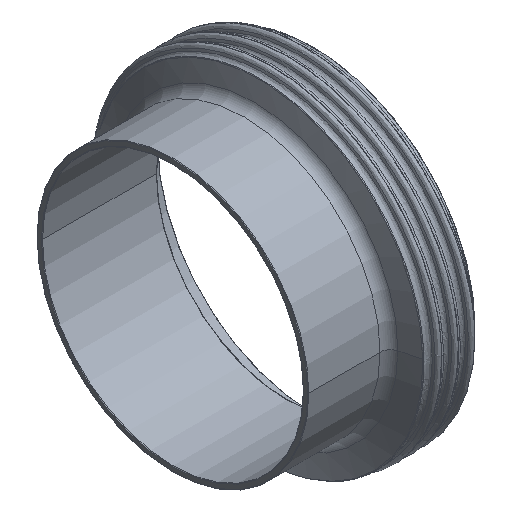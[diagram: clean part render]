
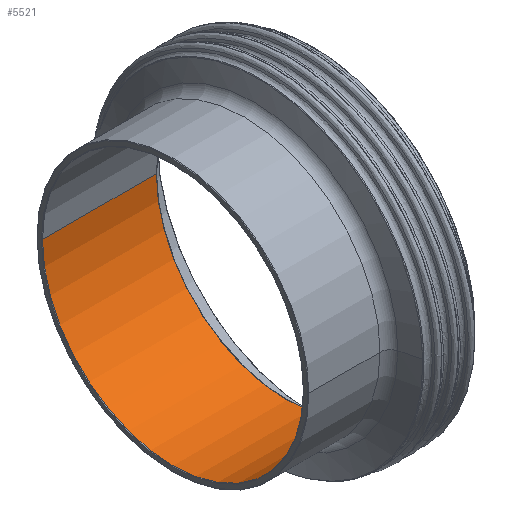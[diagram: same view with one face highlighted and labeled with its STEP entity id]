
A CAD part, isometric view. The second image highlights one B-rep face of the part: STEP entity #5521.
In plain terms, the highlighted cylindrical face has radius 50 mm (diameter 100 mm), a partial arc.
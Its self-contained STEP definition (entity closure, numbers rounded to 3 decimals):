
#344 = VECTOR ( 'NONE', #14361, 1000. ) ;
#532 = VERTEX_POINT ( 'NONE', #864 ) ;
#864 = CARTESIAN_POINT ( 'NONE',  ( -10.2, 50., 0. ) ) ;
#1002 = CARTESIAN_POINT ( 'NONE',  ( -10.2, 0., 0. ) ) ;
#1242 = VECTOR ( 'NONE', #22941, 1000. ) ;
#2013 = ORIENTED_EDGE ( 'NONE', *, *, #10353, .T. ) ;
#2927 = VERTEX_POINT ( 'NONE', #19337 ) ;
#3094 = DIRECTION ( 'NONE',  ( 1., 0., 0. ) ) ;
#3997 = VERTEX_POINT ( 'NONE', #11617 ) ;
#5314 = ORIENTED_EDGE ( 'NONE', *, *, #11501, .T. ) ;
#5404 = CYLINDRICAL_SURFACE ( 'NONE', #26570, 50. ) ;
#5521 = ADVANCED_FACE ( 'NONE', ( #17173 ), #5404, .F. ) ;
#8101 = DIRECTION ( 'NONE',  ( 0., 1., 0. ) ) ;
#9192 = AXIS2_PLACEMENT_3D ( 'NONE', #1002, #3094, #17707 ) ;
#10353 = EDGE_CURVE ( 'NONE', #3997, #532, #19653, .T. ) ;
#11028 = DIRECTION ( 'NONE',  ( -1., 0., 0. ) ) ;
#11117 = CARTESIAN_POINT ( 'NONE',  ( -53.8, 0., 0. ) ) ;
#11501 = EDGE_CURVE ( 'NONE', #2927, #3997, #25500, .T. ) ;
#11617 = CARTESIAN_POINT ( 'NONE',  ( -10.2, -50., 0. ) ) ;
#12285 = EDGE_LOOP ( 'NONE', ( #12902, #5314, #2013, #18293 ) ) ;
#12902 = ORIENTED_EDGE ( 'NONE', *, *, #21603, .T. ) ;
#13769 = CARTESIAN_POINT ( 'NONE',  ( 0., -50., 0. ) ) ;
#14361 = DIRECTION ( 'NONE',  ( 1., 0., 0. ) ) ;
#14376 = EDGE_CURVE ( 'NONE', #25258, #532, #17912, .T. ) ;
#14567 = AXIS2_PLACEMENT_3D ( 'NONE', #11117, #11028, #17500 ) ;
#16388 = CARTESIAN_POINT ( 'NONE',  ( 0., 0., 0. ) ) ;
#17173 = FACE_OUTER_BOUND ( 'NONE', #12285, .T. ) ;
#17500 = DIRECTION ( 'NONE',  ( 0., -1., 0. ) ) ;
#17707 = DIRECTION ( 'NONE',  ( 0., 1., 0. ) ) ;
#17912 = LINE ( 'NONE', #20674, #1242 ) ;
#18293 = ORIENTED_EDGE ( 'NONE', *, *, #14376, .F. ) ;
#18492 = DIRECTION ( 'NONE',  ( 1., 0., 0. ) ) ;
#19337 = CARTESIAN_POINT ( 'NONE',  ( -53.8, -50., 0. ) ) ;
#19653 = CIRCLE ( 'NONE', #9192, 50. ) ;
#20674 = CARTESIAN_POINT ( 'NONE',  ( 0., 50., 0. ) ) ;
#21603 = EDGE_CURVE ( 'NONE', #25258, #2927, #26850, .T. ) ;
#22941 = DIRECTION ( 'NONE',  ( 1., 0., 0. ) ) ;
#25258 = VERTEX_POINT ( 'NONE', #26441 ) ;
#25500 = LINE ( 'NONE', #13769, #344 ) ;
#26441 = CARTESIAN_POINT ( 'NONE',  ( -53.8, 50., 0. ) ) ;
#26570 = AXIS2_PLACEMENT_3D ( 'NONE', #16388, #18492, #8101 ) ;
#26850 = CIRCLE ( 'NONE', #14567, 50. ) ;
